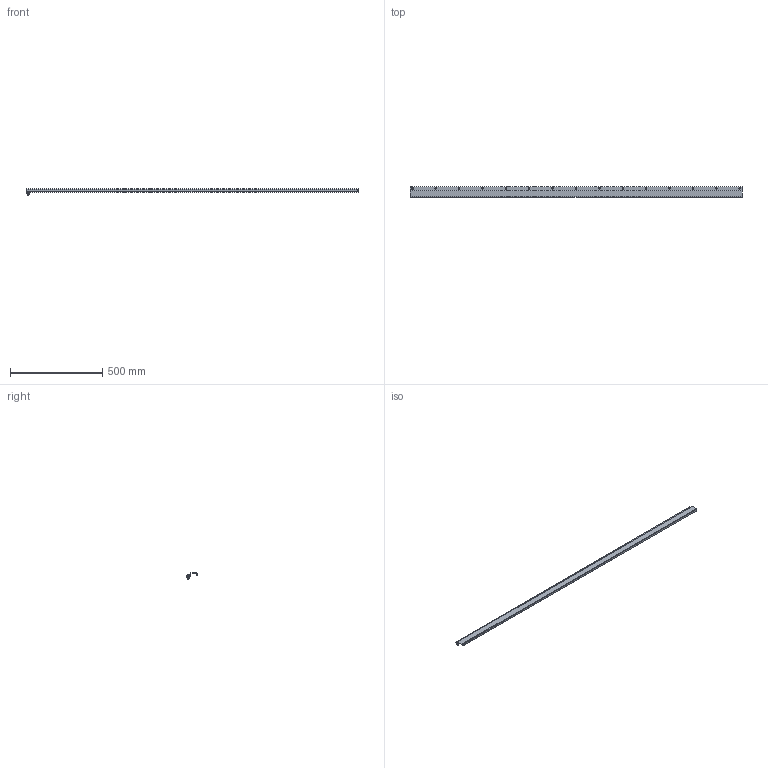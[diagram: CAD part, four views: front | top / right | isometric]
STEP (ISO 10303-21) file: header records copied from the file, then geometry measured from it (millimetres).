
FILE_DESCRIPTION (( 'STEP AP203' ), '1' );
FILE_NAME ('DK72GY_Default.step', '2019-10-31T16:45:21', ( '' ), ( '' ), 'SwSTEP 2.0', 'SolidWorks 2018', '' );
FILE_SCHEMA (( 'CONFIG_CONTROL_DESIGN' ));
Length unit declared in the file: inch
Products named in the file (1): DK72GY_Default
Bounding box: 1803.4 x 55.58 x 33.58 mm (x, y, z)
Volume: 314663.3 mm3; surface area: 365816.1 mm2
Topology: 5 solids, 5 shells, 89 faces, 228 edges, 150 vertices
Faces by surface type: cylinder 48, plane 35, torus 4, bspline 2
Entity records: 3017 total; most frequent: CARTESIAN_POINT 648, DIRECTION 496, ORIENTED_EDGE 456, EDGE_CURVE 228, AXIS2_PLACEMENT_3D 198, VERTEX_POINT 150, EDGE_LOOP 124, CIRCLE 110
